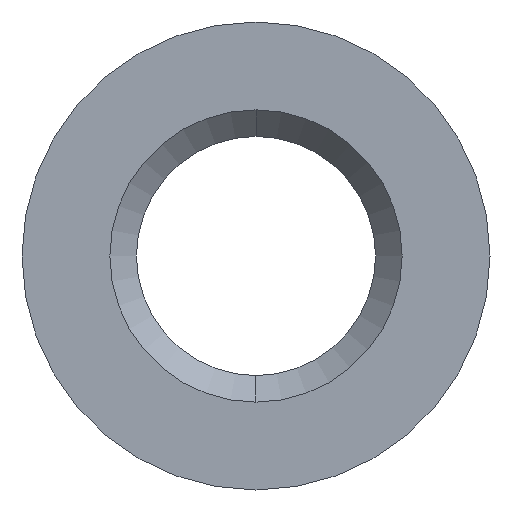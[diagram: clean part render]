
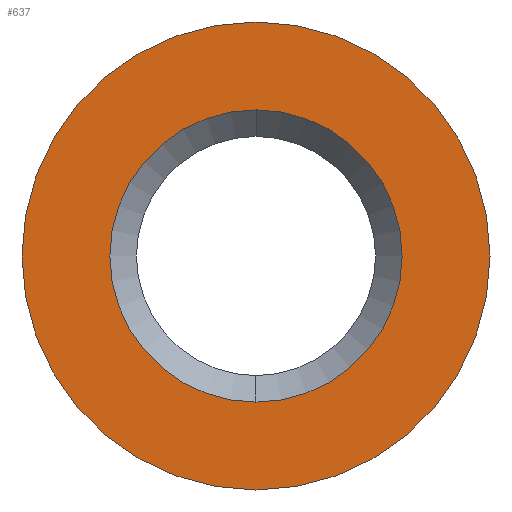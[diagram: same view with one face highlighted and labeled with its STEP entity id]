
A CAD part, left-side view. The second image highlights one B-rep face of the part: STEP entity #637.
In plain terms, the highlighted planar face has unit normal (-1, 0, 0).
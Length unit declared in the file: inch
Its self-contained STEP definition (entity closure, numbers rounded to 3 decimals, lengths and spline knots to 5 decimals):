
#18 = AXIS2_PLACEMENT_3D ( 'NONE', #461, #436, #403 ) ;
#19 = AXIS2_PLACEMENT_3D ( 'NONE', #453, #452, #459 ) ;
#24 = EDGE_CURVE ( 'NONE', #195, #197, #312, .T. ) ;
#27 = EDGE_CURVE ( 'NONE', #197, #195, #165, .T. ) ;
#38 = EDGE_CURVE ( 'NONE', #174, #171, #153, .T. ) ;
#39 = AXIS2_PLACEMENT_3D ( 'NONE', #417, #398, #416 ) ;
#41 = AXIS2_PLACEMENT_3D ( 'NONE', #381, #465, #466 ) ;
#49 = EDGE_CURVE ( 'NONE', #171, #174, #152, .T. ) ;
#152 = CIRCLE ( 'NONE', #18, 0.275 ) ;
#153 = CIRCLE ( 'NONE', #19, 0.275 ) ;
#165 = CIRCLE ( 'NONE', #41, 0.17175 ) ;
#171 = VERTEX_POINT ( 'NONE', #594 ) ;
#174 = VERTEX_POINT ( 'NONE', #592 ) ;
#195 = VERTEX_POINT ( 'NONE', #571 ) ;
#197 = VERTEX_POINT ( 'NONE', #569 ) ;
#207 = ORIENTED_EDGE ( 'NONE', *, *, #24, .F. ) ;
#208 = ORIENTED_EDGE ( 'NONE', *, *, #38, .T. ) ;
#209 = ORIENTED_EDGE ( 'NONE', *, *, #27, .F. ) ;
#289 = ORIENTED_EDGE ( 'NONE', *, *, #49, .T. ) ;
#290 = EDGE_LOOP ( 'NONE', ( #289, #208 ) ) ;
#292 = EDGE_LOOP ( 'NONE', ( #209, #207 ) ) ;
#312 = CIRCLE ( 'NONE', #39, 0.17175 ) ;
#345 = FACE_OUTER_BOUND ( 'NONE', #290, .T. ) ;
#349 = FACE_BOUND ( 'NONE', #292, .T. ) ;
#381 = CARTESIAN_POINT ( 'NONE',  ( 0., 0., 0. ) ) ;
#398 = DIRECTION ( 'NONE',  ( -1., 0., 0. ) ) ;
#403 = DIRECTION ( 'NONE',  ( 0., 0., 1. ) ) ;
#416 = DIRECTION ( 'NONE',  ( 0., 0., 1. ) ) ;
#417 = CARTESIAN_POINT ( 'NONE',  ( 0., 0., 0. ) ) ;
#436 = DIRECTION ( 'NONE',  ( -1., 0., 0. ) ) ;
#452 = DIRECTION ( 'NONE',  ( -1., 0., 0. ) ) ;
#453 = CARTESIAN_POINT ( 'NONE',  ( 0., 0., 0. ) ) ;
#459 = DIRECTION ( 'NONE',  ( 0., 0., 1. ) ) ;
#461 = CARTESIAN_POINT ( 'NONE',  ( 0., 0., 0. ) ) ;
#465 = DIRECTION ( 'NONE',  ( -1., 0., 0. ) ) ;
#466 = DIRECTION ( 'NONE',  ( 0., 0., 1. ) ) ;
#526 = DIRECTION ( 'NONE',  ( 0., 0., -1. ) ) ;
#530 = DIRECTION ( 'NONE',  ( 1., 0., 0. ) ) ;
#533 = PLANE ( 'NONE',  #684 ) ;
#537 = CARTESIAN_POINT ( 'NONE',  ( 0., 0.17175, 0. ) ) ;
#569 = CARTESIAN_POINT ( 'NONE',  ( 0., 0., 0.17175 ) ) ;
#571 = CARTESIAN_POINT ( 'NONE',  ( 0., 0., -0.17175 ) ) ;
#592 = CARTESIAN_POINT ( 'NONE',  ( 0., 0., -0.275 ) ) ;
#594 = CARTESIAN_POINT ( 'NONE',  ( 0., 0., 0.275 ) ) ;
#637 = ADVANCED_FACE ( 'NONE', ( #349, #345 ), #533, .F. ) ;
#684 = AXIS2_PLACEMENT_3D ( 'NONE', #537, #530, #526 ) ;
